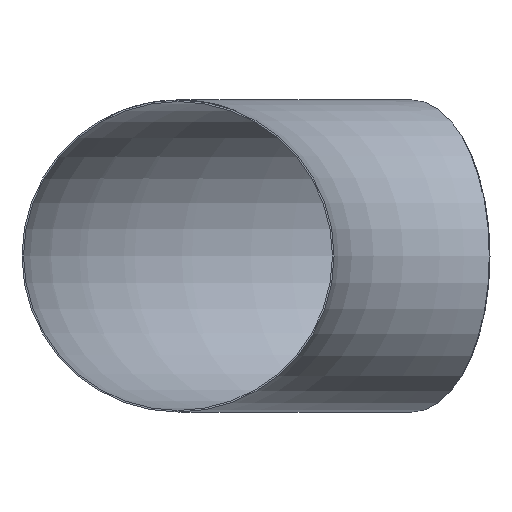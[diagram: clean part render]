
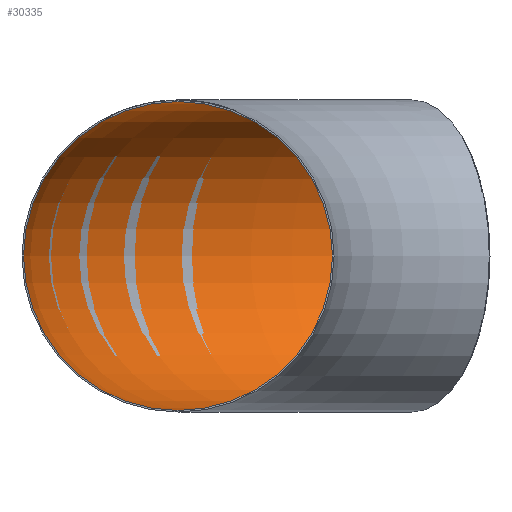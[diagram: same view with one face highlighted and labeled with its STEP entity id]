
A CAD part, front view. The second image highlights one B-rep face of the part: STEP entity #30335.
In plain terms, the highlighted toroidal (fillet/blend) face has major radius 1219 mm and minor radius 402.4 mm.
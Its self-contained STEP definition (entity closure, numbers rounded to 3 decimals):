
#3370 = VERTEX_POINT ( 'NONE', #40626 ) ;
#4850 = DIRECTION ( 'NONE',  ( -0.5, 0.866, 0. ) ) ;
#7547 = TOROIDAL_SURFACE ( 'NONE', #13048, 1219., 402.4 ) ;
#8101 = VERTEX_POINT ( 'NONE', #31134 ) ;
#8528 = CARTESIAN_POINT ( 'NONE',  ( -609.5, 1055.685, 0. ) ) ;
#9750 = ORIENTED_EDGE ( 'NONE', *, *, #16119, .T. ) ;
#12868 = EDGE_LOOP ( 'NONE', ( #9750 ) ) ;
#13048 = AXIS2_PLACEMENT_3D ( 'NONE', #40034, #27527, #26892 ) ;
#13128 = FACE_OUTER_BOUND ( 'NONE', #41118, .T. ) ;
#16119 = EDGE_CURVE ( 'NONE', #3370, #3370, #34199, .T. ) ;
#18442 = ORIENTED_EDGE ( 'NONE', *, *, #25482, .F. ) ;
#19870 = AXIS2_PLACEMENT_3D ( 'NONE', #26970, #37312, #24357 ) ;
#20799 = DIRECTION ( 'NONE',  ( 0.866, 0.5, 0. ) ) ;
#24357 = DIRECTION ( 'NONE',  ( 0., 0., 1. ) ) ;
#25482 = EDGE_CURVE ( 'NONE', #8101, #8101, #37065, .T. ) ;
#26892 = DIRECTION ( 'NONE',  ( -1., 0., 0. ) ) ;
#26970 = CARTESIAN_POINT ( 'NONE',  ( -1219., 0., 0. ) ) ;
#27527 = DIRECTION ( 'NONE',  ( 0., 0., -1. ) ) ;
#30335 = ADVANCED_FACE ( 'NONE', ( #42660, #13128 ), #7547, .F. ) ;
#31134 = CARTESIAN_POINT ( 'NONE',  ( -1219., 0., 402.4 ) ) ;
#34199 = CIRCLE ( 'NONE', #41809, 402.4 ) ;
#37065 = CIRCLE ( 'NONE', #19870, 402.4 ) ;
#37312 = DIRECTION ( 'NONE',  ( 0., 1., 0. ) ) ;
#40034 = CARTESIAN_POINT ( 'NONE',  ( 0., 0., 0. ) ) ;
#40626 = CARTESIAN_POINT ( 'NONE',  ( -810.7, 1404.174, 0. ) ) ;
#41118 = EDGE_LOOP ( 'NONE', ( #18442 ) ) ;
#41809 = AXIS2_PLACEMENT_3D ( 'NONE', #8528, #20799, #4850 ) ;
#42660 = FACE_OUTER_BOUND ( 'NONE', #12868, .T. ) ;
